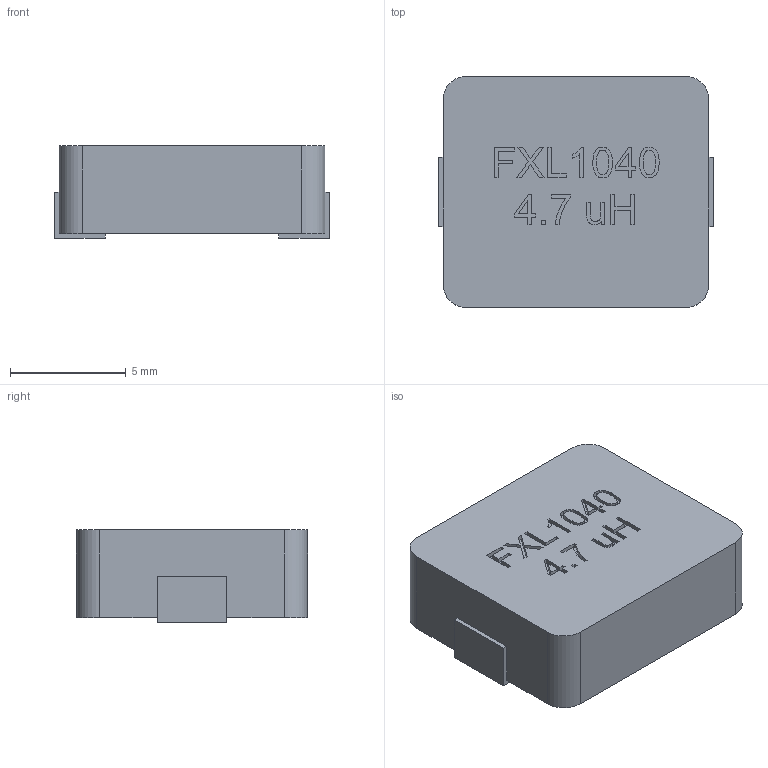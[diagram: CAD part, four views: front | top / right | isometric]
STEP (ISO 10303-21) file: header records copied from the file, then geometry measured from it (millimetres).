
FILE_DESCRIPTION(/* description */ (''),/* implementation_level */ '2;1');
FILE_NAME(/* name */ 'IND-FXL1040 v5.step',/* time_stamp */ '2023-02-26T14:58:10+02:00',/* author */ (''),/* organization */ (''),/* preprocessor_version */ 'ST-DEVELOPER v19.2',/* originating_system */ 'Autodesk Translation Framework v11.17.0.187',/* authorisation */ '');
FILE_SCHEMA (('AUTOMOTIVE_DESIGN { 1 0 10303 214 3 1 1 }'));
Length unit declared in the file: millimetre
Products named in the file (1): IND-FXL1040
Bounding box: 11.9 x 10 x 4 mm (x, y, z)
Volume: 437.6 mm3; surface area: 405.3 mm2
Topology: 1 solids, 1 shells, 193 faces, 525 edges, 350 vertices
Faces by surface type: plane 124, bspline 65, cylinder 4
Entity records: 6687 total; most frequent: CARTESIAN_POINT 2174, ORIENTED_EDGE 1050, DIRECTION 661, EDGE_CURVE 525, LINE 387, VECTOR 387, VERTEX_POINT 350, EDGE_LOOP 209
